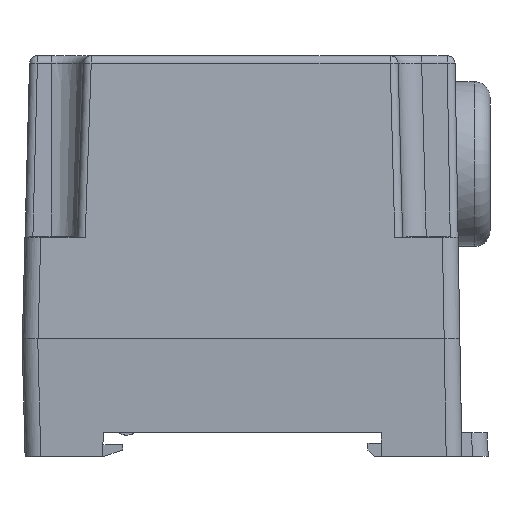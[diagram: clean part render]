
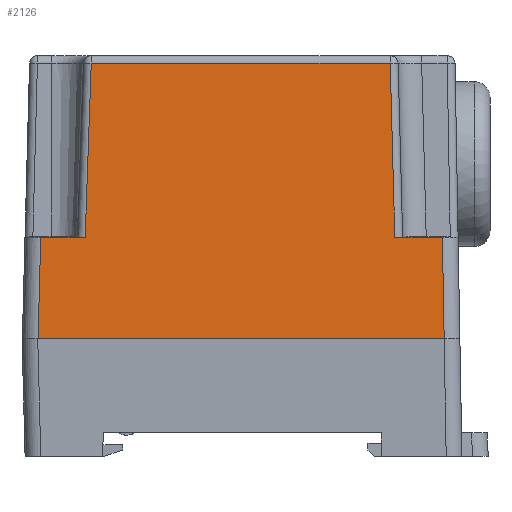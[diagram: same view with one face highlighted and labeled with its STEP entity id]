
A CAD part, left-side view. The second image highlights one B-rep face of the part: STEP entity #2126.
In plain terms, the highlighted planar face has unit normal (-1, 0, 0.026).
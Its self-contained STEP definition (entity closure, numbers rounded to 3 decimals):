
#1490=FACE_OUTER_BOUND('',#3899,.T.);
#2126=ADVANCED_FACE('',(#1490),#2727,.T.);
#2727=PLANE('',#14082);
#3899=EDGE_LOOP('',(#5909,#5910,#5911,#5912,#5913,#5914,#5915,#5916));
#5909=ORIENTED_EDGE('',*,*,#10037,.T.);
#5910=ORIENTED_EDGE('',*,*,#9564,.T.);
#5911=ORIENTED_EDGE('',*,*,#10048,.T.);
#5912=ORIENTED_EDGE('',*,*,#9452,.F.);
#5913=ORIENTED_EDGE('',*,*,#10011,.T.);
#5914=ORIENTED_EDGE('',*,*,#9978,.T.);
#5915=ORIENTED_EDGE('',*,*,#9997,.T.);
#5916=ORIENTED_EDGE('',*,*,#9445,.T.);
#8257=VERTEX_POINT('',#18873);
#8258=VERTEX_POINT('',#18875);
#8264=VERTEX_POINT('',#18889);
#8265=VERTEX_POINT('',#18890);
#8348=VERTEX_POINT('',#19143);
#8349=VERTEX_POINT('',#19145);
#8604=VERTEX_POINT('',#20034);
#8606=VERTEX_POINT('',#20042);
#9445=EDGE_CURVE('',#8258,#8257,#11184,.T.);
#9452=EDGE_CURVE('',#8264,#8265,#11187,.T.);
#9564=EDGE_CURVE('',#8349,#8348,#11262,.T.);
#9978=EDGE_CURVE('',#8604,#8606,#11557,.T.);
#9997=EDGE_CURVE('',#8606,#8258,#11569,.T.);
#10011=EDGE_CURVE('',#8264,#8604,#11578,.T.);
#10037=EDGE_CURVE('',#8257,#8349,#11598,.T.);
#10048=EDGE_CURVE('',#8348,#8265,#11605,.T.);
#11184=LINE('',#18874,#12512);
#11187=LINE('',#18888,#12515);
#11262=LINE('',#19144,#12590);
#11557=LINE('',#20043,#12885);
#11569=LINE('',#20083,#12897);
#11578=LINE('',#20122,#12906);
#11598=LINE('',#20174,#12926);
#11605=LINE('',#20216,#12933);
#12512=VECTOR('',#15024,1.);
#12515=VECTOR('',#15037,1.);
#12590=VECTOR('',#15190,1.);
#12885=VECTOR('',#16045,1.);
#12897=VECTOR('',#16089,1.);
#12906=VECTOR('',#16118,1.);
#12926=VECTOR('',#16180,1.);
#12933=VECTOR('',#16215,1.);
#14082=AXIS2_PLACEMENT_3D('',#20218,#16218,#16219);
#15024=DIRECTION('',(0.,1.,0.));
#15037=DIRECTION('',(0.,-1.,0.));
#15190=DIRECTION('',(0.,-1.,0.));
#16045=DIRECTION('',(0.,1.,0.));
#16089=DIRECTION('',(-0.026,0.035,-0.999));
#16118=DIRECTION('',(0.026,0.026,0.999));
#16180=DIRECTION('',(-0.026,0.026,-0.999));
#16215=DIRECTION('',(0.026,0.017,1.));
#16218=DIRECTION('',(-1.,0.,0.026));
#16219=DIRECTION('',(-0.026,0.,-1.));
#18873=CARTESIAN_POINT('',(-302.344,237.352,20.702));
#18874=CARTESIAN_POINT('',(-302.344,188.855,20.702));
#18875=CARTESIAN_POINT('',(-302.344,231.695,20.702));
#18888=CARTESIAN_POINT('',(-302.344,188.382,20.702));
#18889=CARTESIAN_POINT('',(-302.344,192.297,20.702));
#18890=CARTESIAN_POINT('',(-302.344,186.241,20.702));
#19143=CARTESIAN_POINT('',(-302.681,186.016,7.8));
#19144=CARTESIAN_POINT('',(-302.681,337.244,7.8));
#19145=CARTESIAN_POINT('',(-302.681,237.689,7.8));
#20034=CARTESIAN_POINT('',(-301.764,192.876,42.829));
#20042=CARTESIAN_POINT('',(-301.764,230.922,42.829));
#20043=CARTESIAN_POINT('',(-301.764,188.855,42.829));
#20083=CARTESIAN_POINT('',(-302.559,231.982,12.465));
#20122=CARTESIAN_POINT('',(-301.987,192.653,34.303));
#20174=CARTESIAN_POINT('',(-303.037,238.045,-5.791));
#20216=CARTESIAN_POINT('',(-303.073,185.755,-7.146));
#20218=CARTESIAN_POINT('',(-303.074,188.855,-7.2));
